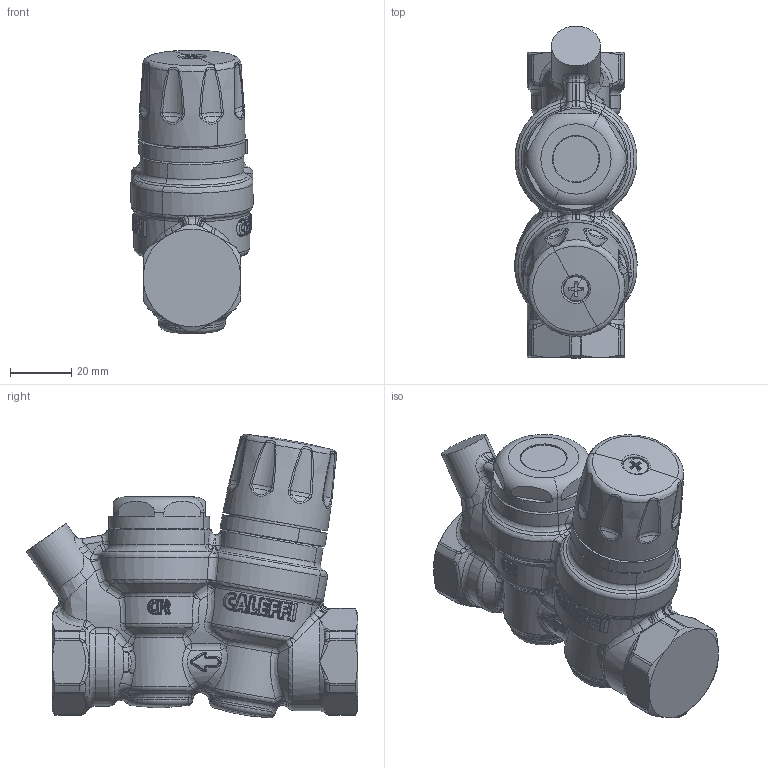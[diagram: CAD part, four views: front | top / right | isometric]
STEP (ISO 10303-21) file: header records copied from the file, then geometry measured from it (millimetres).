
FILE_DESCRIPTION(('CATIA V5 STEP Exchange'),'2;1');
FILE_NAME('STEP_116140_-_TST.stp','2019-09-23T11:51:35+00:00',('none'),('none'),'CATIA Version 5-6 Release 2016 SP4','CATIA V5 STEP AP203','none');
FILE_SCHEMA(('CONFIG_CONTROL_DESIGN'));
Products named in the file (1): 116140_AllCATPart
Bounding box: 39.95 x 108.55 x 92.72 mm (x, y, z)
Volume: 172052.5 mm3; surface area: 27691.2 mm2
Topology: 1 solids, 6 shells, 2220 faces, 5233 edges, 2812 vertices
Faces by surface type: bspline 1347, cylinder 328, sphere 179, plane 155, torus 112, cone 97, revolution 2
Entity records: 124190 total; most frequent: CARTESIAN_POINT 88133, ORIENTED_EDGE 10000, EDGE_CURVE 5000, B_SPLINE_CURVE_WITH_KNOTS 3708, VERTEX_POINT 2812, DIRECTION 2568, EDGE_LOOP 2242, ADVANCED_FACE 2220
